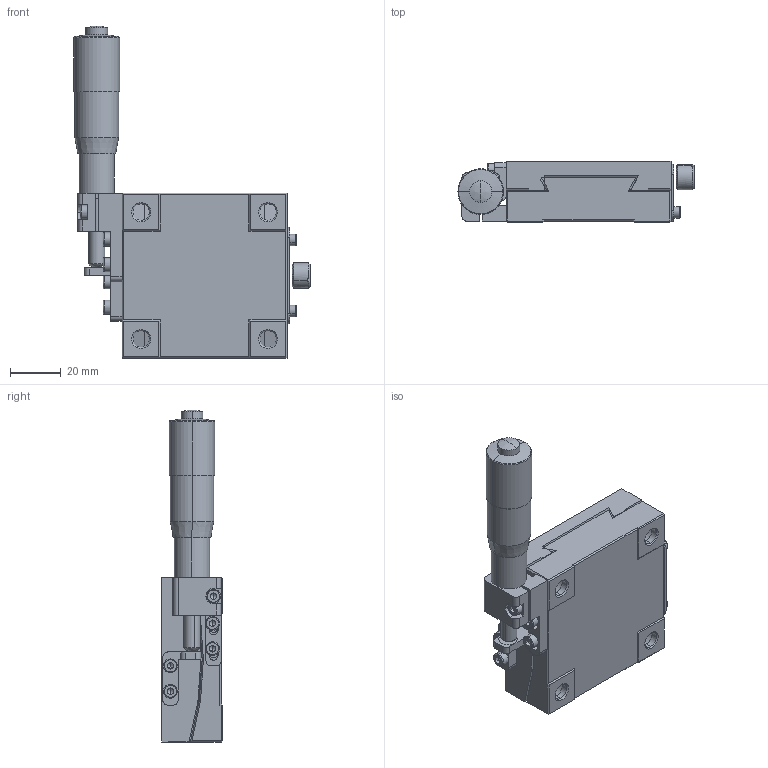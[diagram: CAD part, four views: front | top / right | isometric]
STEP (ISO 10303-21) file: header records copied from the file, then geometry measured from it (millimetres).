
FILE_DESCRIPTION (( 'STEP AP203' ), '1' );
FILE_NAME ('GCM-G65M100L.STEP', '2019-01-17T06:58:44', ( 'thl' ), ( '' ), 'SwSTEP 2.0', 'SolidWorks 2015', '' );
FILE_SCHEMA (( 'CONFIG_CONTROL_DESIGN' ));
Length unit declared in the file: millimetre
Products named in the file (1): GCM-G65M100L
Bounding box: 93.1 x 24 x 130.87 mm (x, y, z)
Surface area: 35545.8 mm2 (no closed solid volume)
Topology: 0 solids, 21 shells, 386 faces, 1197 edges, 785 vertices
Faces by surface type: plane 209, cylinder 114, cone 39, torus 14, bspline 6, sphere 4
Entity records: 13810 total; most frequent: CARTESIAN_POINT 3099, DIRECTION 2276, ORIENTED_EDGE 2023, EDGE_CURVE 1183, VERTEX_POINT 785, AXIS2_PLACEMENT_3D 782, LINE 712, VECTOR 712
